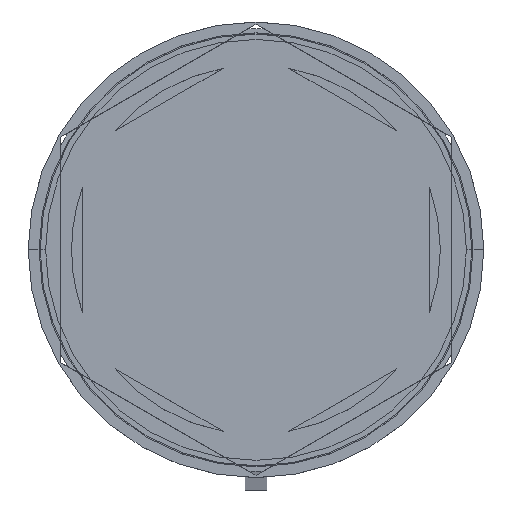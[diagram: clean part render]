
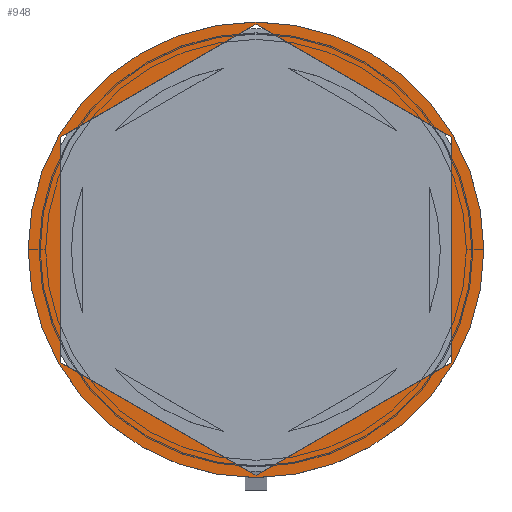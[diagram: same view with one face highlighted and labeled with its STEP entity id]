
A CAD part, top view. The second image highlights one B-rep face of the part: STEP entity #948.
In plain terms, the highlighted planar face has unit normal (0, 0, 1).
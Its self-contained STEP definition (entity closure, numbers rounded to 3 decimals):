
#19 = DIRECTION ( 'NONE',  ( 1., 0., 0. ) ) ;
#33 = ORIENTED_EDGE ( 'NONE', *, *, #1415, .F. ) ;
#99 = FACE_BOUND ( 'NONE', #405, .T. ) ;
#110 = AXIS2_PLACEMENT_3D ( 'NONE', #1481, #698, #1262 ) ;
#121 = VECTOR ( 'NONE', #1103, 1000. ) ;
#134 = ORIENTED_EDGE ( 'NONE', *, *, #539, .F. ) ;
#148 = VERTEX_POINT ( 'NONE', #2398 ) ;
#293 = DIRECTION ( 'NONE',  ( 0., 0., 1. ) ) ;
#308 = DIRECTION ( 'NONE',  ( 0.866, -0.5, 0. ) ) ;
#316 = CARTESIAN_POINT ( 'NONE',  ( 9., -5.196, 0. ) ) ;
#319 = DIRECTION ( 'NONE',  ( -0.866, 0.5, 0. ) ) ;
#391 = VERTEX_POINT ( 'NONE', #2110 ) ;
#405 = EDGE_LOOP ( 'NONE', ( #1529, #33, #1664, #134, #723, #2175 ) ) ;
#426 = EDGE_CURVE ( 'NONE', #1663, #950, #1922, .T. ) ;
#505 = EDGE_CURVE ( 'NONE', #2666, #1783, #1387, .T. ) ;
#513 = CARTESIAN_POINT ( 'NONE',  ( 0., 10.392, 0. ) ) ;
#539 = EDGE_CURVE ( 'NONE', #1264, #148, #1374, .T. ) ;
#549 = CARTESIAN_POINT ( 'NONE',  ( -9., -5.196, 0. ) ) ;
#597 = EDGE_CURVE ( 'NONE', #391, #1264, #750, .T. ) ;
#698 = DIRECTION ( 'NONE',  ( 0., 0., 1. ) ) ;
#723 = ORIENTED_EDGE ( 'NONE', *, *, #597, .F. ) ;
#725 = CARTESIAN_POINT ( 'NONE',  ( -10.5, 0., 0. ) ) ;
#750 = LINE ( 'NONE', #1573, #1318 ) ;
#874 = CARTESIAN_POINT ( 'NONE',  ( 0., -10.392, 0. ) ) ;
#948 = ADVANCED_FACE ( 'NONE', ( #99, #1763 ), #1522, .T. ) ;
#950 = VERTEX_POINT ( 'NONE', #725 ) ;
#959 = VERTEX_POINT ( 'NONE', #316 ) ;
#1030 = CIRCLE ( 'NONE', #1983, 10.5 ) ;
#1103 = DIRECTION ( 'NONE',  ( -0.866, -0.5, 0. ) ) ;
#1128 = CARTESIAN_POINT ( 'NONE',  ( 0., 0., 0. ) ) ;
#1131 = DIRECTION ( 'NONE',  ( 0., -1., 0. ) ) ;
#1187 = DIRECTION ( 'NONE',  ( 0., 1., 0. ) ) ;
#1219 = CARTESIAN_POINT ( 'NONE',  ( 9., 5.196, 0. ) ) ;
#1262 = DIRECTION ( 'NONE',  ( 1., 0., 0. ) ) ;
#1264 = VERTEX_POINT ( 'NONE', #1270 ) ;
#1270 = CARTESIAN_POINT ( 'NONE',  ( -9., -5.196, 0. ) ) ;
#1318 = VECTOR ( 'NONE', #1131, 1000. ) ;
#1323 = DIRECTION ( 'NONE',  ( 0.866, 0.5, 0. ) ) ;
#1352 = DIRECTION ( 'NONE',  ( 1., 0., 0. ) ) ;
#1374 = LINE ( 'NONE', #549, #2656 ) ;
#1387 = LINE ( 'NONE', #1946, #2363 ) ;
#1415 = EDGE_CURVE ( 'NONE', #959, #2666, #1733, .T. ) ;
#1449 = DIRECTION ( 'NONE',  ( 0., 0., 1. ) ) ;
#1481 = CARTESIAN_POINT ( 'NONE',  ( 0., 0., 0. ) ) ;
#1522 = PLANE ( 'NONE',  #2407 ) ;
#1529 = ORIENTED_EDGE ( 'NONE', *, *, #505, .F. ) ;
#1544 = VECTOR ( 'NONE', #1323, 1000. ) ;
#1573 = CARTESIAN_POINT ( 'NONE',  ( -9., 5.196, 0. ) ) ;
#1663 = VERTEX_POINT ( 'NONE', #1727 ) ;
#1664 = ORIENTED_EDGE ( 'NONE', *, *, #2024, .F. ) ;
#1727 = CARTESIAN_POINT ( 'NONE',  ( 10.5, 0., 0. ) ) ;
#1733 = LINE ( 'NONE', #2140, #2324 ) ;
#1763 = FACE_OUTER_BOUND ( 'NONE', #2169, .T. ) ;
#1783 = VERTEX_POINT ( 'NONE', #513 ) ;
#1873 = CARTESIAN_POINT ( 'NONE',  ( 0., 0., 0. ) ) ;
#1892 = CARTESIAN_POINT ( 'NONE',  ( 0., 10.392, 0. ) ) ;
#1922 = CIRCLE ( 'NONE', #110, 10.5 ) ;
#1946 = CARTESIAN_POINT ( 'NONE',  ( 9., 5.196, 0. ) ) ;
#1983 = AXIS2_PLACEMENT_3D ( 'NONE', #1873, #1449, #19 ) ;
#2024 = EDGE_CURVE ( 'NONE', #148, #959, #2358, .T. ) ;
#2110 = CARTESIAN_POINT ( 'NONE',  ( -9., 5.196, 0. ) ) ;
#2137 = ORIENTED_EDGE ( 'NONE', *, *, #2625, .T. ) ;
#2140 = CARTESIAN_POINT ( 'NONE',  ( 9., -5.196, 0. ) ) ;
#2148 = LINE ( 'NONE', #1892, #121 ) ;
#2169 = EDGE_LOOP ( 'NONE', ( #2181, #2137 ) ) ;
#2175 = ORIENTED_EDGE ( 'NONE', *, *, #2408, .F. ) ;
#2181 = ORIENTED_EDGE ( 'NONE', *, *, #426, .T. ) ;
#2324 = VECTOR ( 'NONE', #1187, 1000. ) ;
#2358 = LINE ( 'NONE', #874, #1544 ) ;
#2363 = VECTOR ( 'NONE', #319, 1000. ) ;
#2398 = CARTESIAN_POINT ( 'NONE',  ( 0., -10.392, 0. ) ) ;
#2407 = AXIS2_PLACEMENT_3D ( 'NONE', #1128, #293, #1352 ) ;
#2408 = EDGE_CURVE ( 'NONE', #1783, #391, #2148, .T. ) ;
#2625 = EDGE_CURVE ( 'NONE', #950, #1663, #1030, .T. ) ;
#2656 = VECTOR ( 'NONE', #308, 1000. ) ;
#2666 = VERTEX_POINT ( 'NONE', #1219 ) ;
